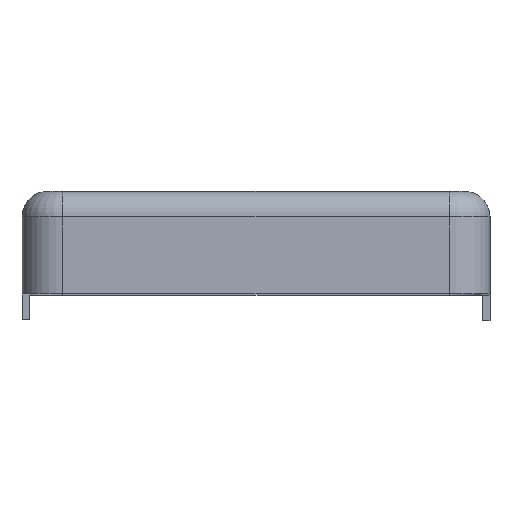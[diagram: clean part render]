
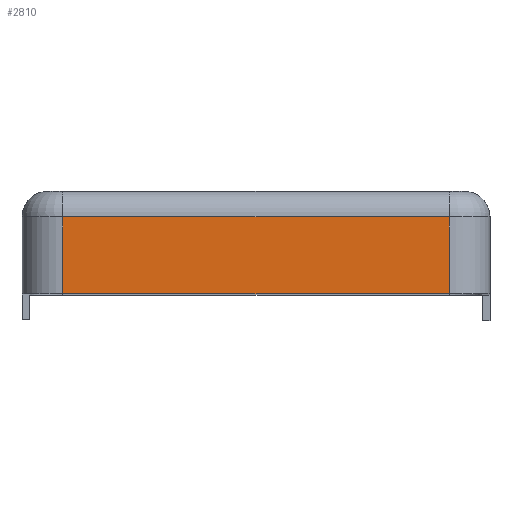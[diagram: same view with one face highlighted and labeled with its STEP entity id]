
A CAD part, top view. The second image highlights one B-rep face of the part: STEP entity #2810.
In plain terms, the highlighted planar face has unit normal (0, 0, 1).
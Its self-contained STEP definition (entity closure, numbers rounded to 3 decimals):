
#96 = EDGE_CURVE ( 'NONE', #972, #2359, #457, .T. ) ;
#122 = PLANE ( 'NONE',  #2898 ) ;
#159 = VERTEX_POINT ( 'NONE', #2777 ) ;
#253 = VECTOR ( 'NONE', #2849, 1000. ) ;
#372 = ORIENTED_EDGE ( 'NONE', *, *, #96, .F. ) ;
#442 = CARTESIAN_POINT ( 'NONE',  ( -7.55, -4., 20. ) ) ;
#457 = LINE ( 'NONE', #1846, #2269 ) ;
#527 = CARTESIAN_POINT ( 'NONE',  ( -7.55, -1., 20. ) ) ;
#558 = CARTESIAN_POINT ( 'NONE',  ( -7.55, 0., 20. ) ) ;
#574 = ORIENTED_EDGE ( 'NONE', *, *, #2793, .T. ) ;
#581 = DIRECTION ( 'NONE',  ( 0., 0., 1. ) ) ;
#618 = LINE ( 'NONE', #527, #2850 ) ;
#834 = CARTESIAN_POINT ( 'NONE',  ( -7.55, -4., 20. ) ) ;
#847 = EDGE_CURVE ( 'NONE', #159, #972, #618, .T. ) ;
#972 = VERTEX_POINT ( 'NONE', #2363 ) ;
#997 = LINE ( 'NONE', #558, #253 ) ;
#1028 = CARTESIAN_POINT ( 'NONE',  ( 7.55, -4., 20. ) ) ;
#1479 = DIRECTION ( 'NONE',  ( 1., 0., 0. ) ) ;
#1718 = DIRECTION ( 'NONE',  ( 1., 0., 0. ) ) ;
#1736 = VERTEX_POINT ( 'NONE', #834 ) ;
#1820 = ORIENTED_EDGE ( 'NONE', *, *, #1908, .T. ) ;
#1846 = CARTESIAN_POINT ( 'NONE',  ( 7.55, 0., 20. ) ) ;
#1908 = EDGE_CURVE ( 'NONE', #1736, #2359, #2070, .T. ) ;
#1931 = FACE_OUTER_BOUND ( 'NONE', #2109, .T. ) ;
#2056 = ORIENTED_EDGE ( 'NONE', *, *, #847, .F. ) ;
#2063 = DIRECTION ( 'NONE',  ( 0., -1., 0. ) ) ;
#2070 = LINE ( 'NONE', #442, #2578 ) ;
#2109 = EDGE_LOOP ( 'NONE', ( #1820, #372, #2056, #574 ) ) ;
#2269 = VECTOR ( 'NONE', #2063, 1000. ) ;
#2359 = VERTEX_POINT ( 'NONE', #1028 ) ;
#2363 = CARTESIAN_POINT ( 'NONE',  ( 7.55, -1., 20. ) ) ;
#2371 = CARTESIAN_POINT ( 'NONE',  ( -7.55, 0., 20. ) ) ;
#2578 = VECTOR ( 'NONE', #2933, 1000. ) ;
#2777 = CARTESIAN_POINT ( 'NONE',  ( -7.55, -1., 20. ) ) ;
#2793 = EDGE_CURVE ( 'NONE', #159, #1736, #997, .T. ) ;
#2810 = ADVANCED_FACE ( 'NONE', ( #1931 ), #122, .T. ) ;
#2849 = DIRECTION ( 'NONE',  ( 0., -1., 0. ) ) ;
#2850 = VECTOR ( 'NONE', #1479, 1000. ) ;
#2898 = AXIS2_PLACEMENT_3D ( 'NONE', #2371, #581, #1718 ) ;
#2933 = DIRECTION ( 'NONE',  ( 1., 0., 0. ) ) ;
